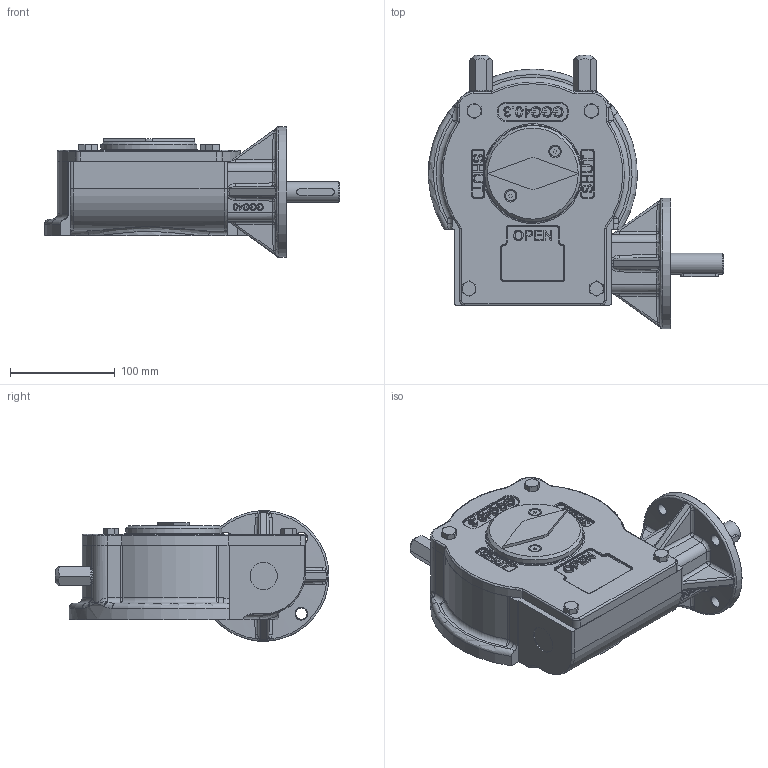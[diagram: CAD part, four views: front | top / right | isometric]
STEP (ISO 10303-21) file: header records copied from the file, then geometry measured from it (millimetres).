
FILE_DESCRIPTION(/* description */ ('Unknown'),/* implementation_level */ '2;1');
FILE_NAME(/* name */ 'AB880MW LH',/* time_stamp */ '2016-12-09T13:51:56+00:00',/* author */ ('Unknown'),/* organization */ ('Unknown'),/* preprocessor_version */ 'ST-DEVELOPER v16',/* originating_system */ 'DEX',/* authorisation */ $);
FILE_SCHEMA (('AUTOMOTIVE_DESIGN {1 0 10303 214 3 1 1}'));
Length unit declared in the file: millimetre
Products named in the file (1): AB880MW LH
Bounding box: 282.39 x 262 x 125 mm (x, y, z)
Surface area: 230500.9 mm2 (no closed solid volume)
Topology: 0 solids, 53 shells, 778 faces, 2188 edges, 1456 vertices
Faces by surface type: plane 351, cylinder 170, bspline 115, torus 65, cone 63, sphere 14
Full cylindrical faces by diameter (mm): 4.917 x1, 8 x2, 9.78 x2, 10 x4, 10.106 x4, 11 x4, 12 x4, 16 x3, 17.294 x4, 19.98 x1, 24 x2, 26 x2, 70 x1, 74 x1, 75 x1, 92 x1, 125 x1
Entity records: 40446 total; most frequent: CARTESIAN_POINT 19249, ORIENTED_EDGE 3610, DIRECTION 3151, EDGE_CURVE 2049, VERTEX_POINT 1428, AXIS2_PLACEMENT_3D 1254, FACE_BOUND 982, EDGE_LOOP 974
